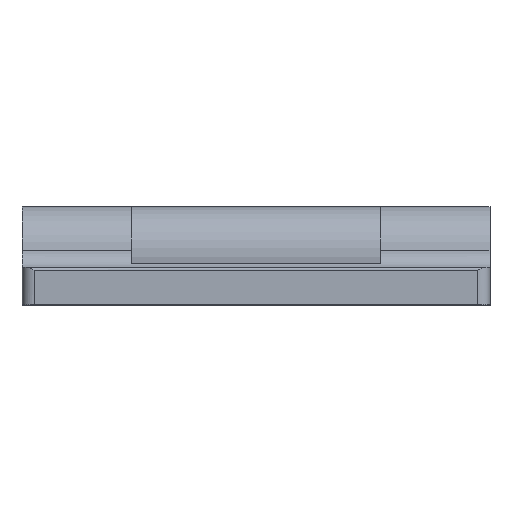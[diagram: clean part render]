
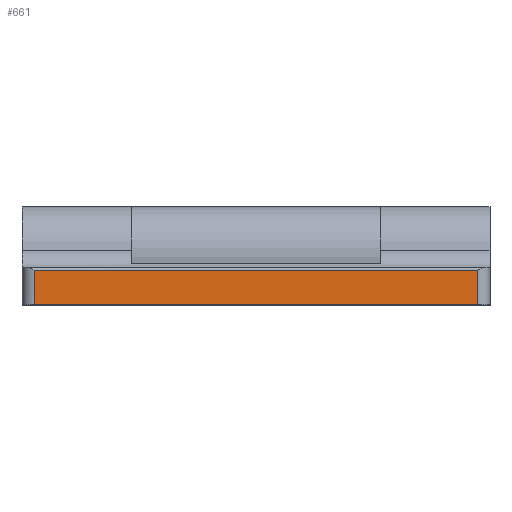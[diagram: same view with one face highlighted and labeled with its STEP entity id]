
A CAD part, top view. The second image highlights one B-rep face of the part: STEP entity #661.
In plain terms, the highlighted planar face has unit normal (0, 0, 1).
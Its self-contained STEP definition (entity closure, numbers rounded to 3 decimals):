
#635 = ORIENTED_EDGE ( 'NONE', *, *, #636, .T. ) ;
#636 = EDGE_CURVE ( 'NONE', #655, #637, #2233, .T. ) ;
#637 = VERTEX_POINT ( 'NONE', #2293 ) ;
#638 = ORIENTED_EDGE ( 'NONE', *, *, #639, .F. ) ;
#639 = EDGE_CURVE ( 'NONE', #640, #637, #2292, .T. ) ;
#640 = VERTEX_POINT ( 'NONE', #2288 ) ;
#641 = ORIENTED_EDGE ( 'NONE', *, *, #642, .T. ) ;
#642 = EDGE_CURVE ( 'NONE', #640, #658, #2287, .T. ) ;
#655 = VERTEX_POINT ( 'NONE', #2322 ) ;
#657 = EDGE_CURVE ( 'NONE', #658, #655, #2321, .T. ) ;
#658 = VERTEX_POINT ( 'NONE', #2309 ) ;
#661 = ADVANCED_FACE ( 'NONE', ( #2308 ), #2305, .F. ) ;
#662 = EDGE_LOOP ( 'NONE', ( #663, #635, #638, #641 ) ) ;
#663 = ORIENTED_EDGE ( 'NONE', *, *, #657, .T. ) ;
#1723 = DIRECTION ( 'NONE',  ( 0., -1., 0. ) ) ;
#2231 = VECTOR ( 'NONE', #1723, 1000. ) ;
#2232 = CARTESIAN_POINT ( 'NONE',  ( -35.5, -8., 37.5 ) ) ;
#2233 = LINE ( 'NONE', #2232, #2231 ) ;
#2284 = DIRECTION ( 'NONE',  ( 0., 1., 0. ) ) ;
#2285 = VECTOR ( 'NONE', #2284, 1000. ) ;
#2286 = CARTESIAN_POINT ( 'NONE',  ( 35.5, -8., 37.5 ) ) ;
#2287 = LINE ( 'NONE', #2286, #2285 ) ;
#2288 = CARTESIAN_POINT ( 'NONE',  ( 35.5, -8., 37.5 ) ) ;
#2289 = DIRECTION ( 'NONE',  ( -1., 0., 0. ) ) ;
#2290 = VECTOR ( 'NONE', #2289, 1000. ) ;
#2291 = CARTESIAN_POINT ( 'NONE',  ( 37.5, -8., 37.5 ) ) ;
#2292 = LINE ( 'NONE', #2291, #2290 ) ;
#2293 = CARTESIAN_POINT ( 'NONE',  ( -35.5, -8., 37.5 ) ) ;
#2294 = DIRECTION ( 'NONE',  ( -1., 0., 0. ) ) ;
#2295 = DIRECTION ( 'NONE',  ( 0., 0., -1. ) ) ;
#2296 = CARTESIAN_POINT ( 'NONE',  ( 37.5, -8., 37.5 ) ) ;
#2305 = PLANE ( 'NONE',  #2307 ) ;
#2307 = AXIS2_PLACEMENT_3D ( 'NONE', #2296, #2295, #2294 ) ;
#2308 = FACE_OUTER_BOUND ( 'NONE', #662, .T. ) ;
#2309 = CARTESIAN_POINT ( 'NONE',  ( 35.5, -2.5, 37.5 ) ) ;
#2310 = DIRECTION ( 'NONE',  ( -1., 0., 0. ) ) ;
#2311 = VECTOR ( 'NONE', #2310, 1000. ) ;
#2320 = CARTESIAN_POINT ( 'NONE',  ( 37.5, -2.5, 37.5 ) ) ;
#2321 = LINE ( 'NONE', #2320, #2311 ) ;
#2322 = CARTESIAN_POINT ( 'NONE',  ( -35.5, -2.5, 37.5 ) ) ;
